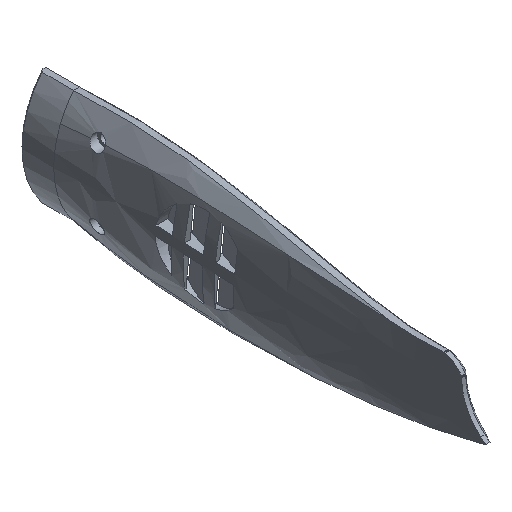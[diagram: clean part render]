
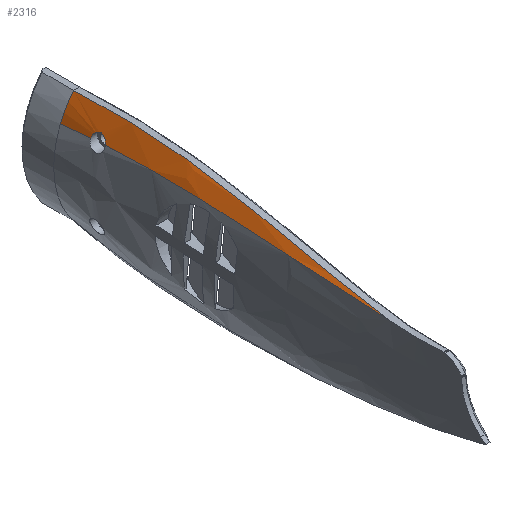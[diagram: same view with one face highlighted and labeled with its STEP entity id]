
A CAD part, isometric view. The second image highlights one B-rep face of the part: STEP entity #2316.
In plain terms, the highlighted free-form (B-spline) face has degree [3, 3] with [4, 4] control points.
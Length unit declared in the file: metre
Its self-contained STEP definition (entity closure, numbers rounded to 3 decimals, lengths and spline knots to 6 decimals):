
#27=B_SPLINE_SURFACE_WITH_KNOTS('',3,3,((#3909,#3910,#3911,#3912),(#3913,
#3914,#3915,#3916),(#3917,#3918,#3919,#3920),(#3921,#3922,#3923,#3924)),
 .UNSPECIFIED.,.F.,.F.,.F.,(4,4),(4,4),(0.877236,1.),(0.304959,
1.),.PIECEWISE_BEZIER_KNOTS.);
#162=B_SPLINE_CURVE_WITH_KNOTS('',3,(#3810,#3811,#3812,#3813),
 .UNSPECIFIED.,.F.,.F.,(4,4),(0.,1.),.PIECEWISE_BEZIER_KNOTS.);
#176=B_SPLINE_CURVE_WITH_KNOTS('',3,(#3892,#3893,#3894,#3895),
 .UNSPECIFIED.,.F.,.F.,(4,4),(0.,1.),.PIECEWISE_BEZIER_KNOTS.);
#178=B_SPLINE_CURVE_WITH_KNOTS('',3,(#3925,#3926,#3927,#3928,#3929,#3930,
#3931,#3932,#3933),.UNSPECIFIED.,.F.,.F.,(4,1,1,1,1,1,4),(0.,
0.002671,0.004006,0.005341,0.006677,
0.008012,0.010683),.UNSPECIFIED.);
#179=B_SPLINE_CURVE_WITH_KNOTS('',3,(#3934,#3935,#3936,#3937,#3938,#3939,
#3940,#3941,#3942,#3943),.UNSPECIFIED.,.F.,.F.,(4,1,1,1,1,1,1,4),(0.,
0.019955,0.03991,0.059864,0.079819,
0.099774,0.119729,0.159638),.UNSPECIFIED.);
#180=B_SPLINE_CURVE_WITH_KNOTS('',3,(#3945,#3946,#3947,#3948),
 .UNSPECIFIED.,.F.,.F.,(4,4),(0.,0.000039),.UNSPECIFIED.);
#181=B_SPLINE_CURVE_WITH_KNOTS('',3,(#3950,#3951,#3952,#3953),
 .UNSPECIFIED.,.F.,.F.,(4,4),(0.311656,0.357624),
 .UNSPECIFIED.);
#524=ORIENTED_EDGE('',*,*,#1111,.F.);
#525=ORIENTED_EDGE('',*,*,#1127,.T.);
#526=ORIENTED_EDGE('',*,*,#1125,.F.);
#527=ORIENTED_EDGE('',*,*,#1128,.T.);
#528=ORIENTED_EDGE('',*,*,#1129,.T.);
#529=ORIENTED_EDGE('',*,*,#1130,.F.);
#1111=EDGE_CURVE('',#1405,#1407,#162,.T.);
#1125=EDGE_CURVE('',#1420,#1406,#176,.T.);
#1127=EDGE_CURVE('',#1405,#1406,#178,.T.);
#1128=EDGE_CURVE('',#1420,#1422,#179,.T.);
#1129=EDGE_CURVE('',#1422,#1423,#180,.T.);
#1130=EDGE_CURVE('',#1407,#1423,#181,.T.);
#1405=VERTEX_POINT('',#3808);
#1406=VERTEX_POINT('',#3809);
#1407=VERTEX_POINT('',#3814);
#1420=VERTEX_POINT('',#3891);
#1422=VERTEX_POINT('',#3944);
#1423=VERTEX_POINT('',#3949);
#1938=EDGE_LOOP('',(#524,#525,#526,#527,#528,#529));
#2092=FACE_BOUND('',#1938,.T.);
#2316=ADVANCED_FACE('',(#2092),#27,.F.);
#3808=CARTESIAN_POINT('',(-0.041567,0.204935,0.018332));
#3809=CARTESIAN_POINT('',(-0.041469,0.197823,0.01872));
#3810=CARTESIAN_POINT('',(-0.034,0.015321,0.012856));
#3811=CARTESIAN_POINT('',(-0.032932,0.057155,-0.005355));
#3812=CARTESIAN_POINT('',(-0.041522,0.128169,0.027302));
#3813=CARTESIAN_POINT('',(-0.041665,0.22,0.017));
#3814=CARTESIAN_POINT('',(-0.041665,0.22,0.017));
#3891=CARTESIAN_POINT('',(-0.035243,0.062231,0.007778));
#3892=CARTESIAN_POINT('',(-0.034,0.015321,0.012856));
#3893=CARTESIAN_POINT('',(-0.032932,0.057155,-0.005355));
#3894=CARTESIAN_POINT('',(-0.041522,0.128169,0.027302));
#3895=CARTESIAN_POINT('',(-0.041665,0.22,0.017));
#3909=CARTESIAN_POINT('',(-0.028606,0.064432,0.013395));
#3910=CARTESIAN_POINT('',(-0.030683,0.102261,0.017607));
#3911=CARTESIAN_POINT('',(-0.034581,0.151658,0.033495));
#3912=CARTESIAN_POINT('',(-0.035049,0.22,0.028224));
#3913=CARTESIAN_POINT('',(-0.031109,0.063887,0.011911));
#3914=CARTESIAN_POINT('',(-0.033298,0.103222,0.015739));
#3915=CARTESIAN_POINT('',(-0.037431,0.154847,0.030735));
#3916=CARTESIAN_POINT('',(-0.037782,0.22,0.02483));
#3917=CARTESIAN_POINT('',(-0.033323,0.062967,0.010042));
#3918=CARTESIAN_POINT('',(-0.035554,0.103458,0.013412));
#3919=CARTESIAN_POINT('',(-0.039803,0.156744,0.027592));
#3920=CARTESIAN_POINT('',(-0.040019,0.22,0.021035));
#3921=CARTESIAN_POINT('',(-0.035204,0.061498,0.007726));
#3922=CARTESIAN_POINT('',(-0.037385,0.102404,0.010568));
#3923=CARTESIAN_POINT('',(-0.041566,0.156174,0.02416));
#3924=CARTESIAN_POINT('',(-0.041665,0.22,0.017));
#3925=CARTESIAN_POINT('',(-0.041567,0.204935,0.018332));
#3926=CARTESIAN_POINT('',(-0.041213,0.204858,0.019159));
#3927=CARTESIAN_POINT('',(-0.040666,0.204318,0.020331));
#3928=CARTESIAN_POINT('',(-0.040162,0.202893,0.021342));
#3929=CARTESIAN_POINT('',(-0.039996,0.201574,0.021679));
#3930=CARTESIAN_POINT('',(-0.040103,0.20021,0.021503));
#3931=CARTESIAN_POINT('',(-0.040562,0.198658,0.020652));
#3932=CARTESIAN_POINT('',(-0.041111,0.197989,0.019533));
#3933=CARTESIAN_POINT('',(-0.041469,0.197823,0.01872));
#3934=CARTESIAN_POINT('',(-0.035243,0.062231,0.007778));
#3935=CARTESIAN_POINT('',(-0.035263,0.068837,0.008635));
#3936=CARTESIAN_POINT('',(-0.03528,0.081942,0.010928));
#3937=CARTESIAN_POINT('',(-0.03525,0.101456,0.015137));
#3938=CARTESIAN_POINT('',(-0.035201,0.120947,0.019483));
#3939=CARTESIAN_POINT('',(-0.035174,0.140511,0.023403));
#3940=CARTESIAN_POINT('',(-0.035167,0.160271,0.026471));
#3941=CARTESIAN_POINT('',(-0.035169,0.186747,0.029018));
#3942=CARTESIAN_POINT('',(-0.035149,0.206655,0.029017));
#3943=CARTESIAN_POINT('',(-0.0351,0.219961,0.028163));
#3944=CARTESIAN_POINT('',(-0.0351,0.219961,0.028163));
#3945=CARTESIAN_POINT('',(-0.0351,0.219961,0.028163));
#3946=CARTESIAN_POINT('',(-0.035099,0.219974,0.028163));
#3947=CARTESIAN_POINT('',(-0.035099,0.219987,0.028163));
#3948=CARTESIAN_POINT('',(-0.035098,0.22,0.028163));
#3949=CARTESIAN_POINT('',(-0.035098,0.22,0.028163));
#3950=CARTESIAN_POINT('',(-0.041665,0.22,0.017));
#3951=CARTESIAN_POINT('',(-0.040029,0.22,0.021011));
#3952=CARTESIAN_POINT('',(-0.037809,0.22,0.024784));
#3953=CARTESIAN_POINT('',(-0.035097,0.22,0.028163));
